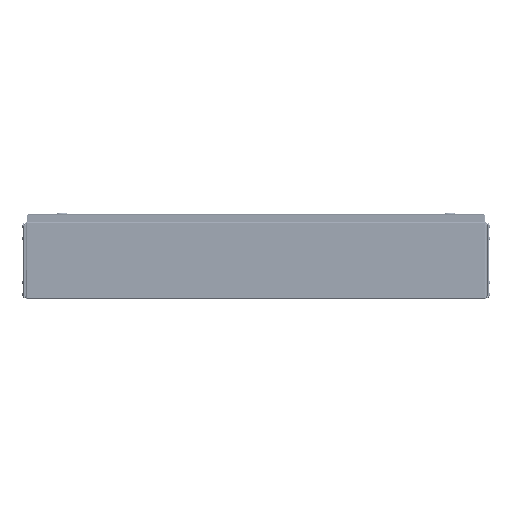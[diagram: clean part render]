
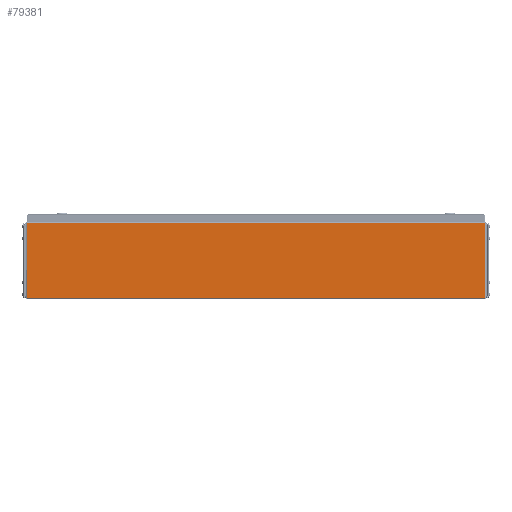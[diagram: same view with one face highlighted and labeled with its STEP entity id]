
A CAD part, left-side view. The second image highlights one B-rep face of the part: STEP entity #79381.
In plain terms, the highlighted planar face has unit normal (-1, 0, 0).
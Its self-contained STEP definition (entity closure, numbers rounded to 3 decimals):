
#991 = ORIENTED_EDGE ( 'NONE', *, *, #83435, .T. ) ;
#3473 = LINE ( 'NONE', #39637, #15956 ) ;
#4218 = VERTEX_POINT ( 'NONE', #70331 ) ;
#13888 = CARTESIAN_POINT ( 'NONE',  ( -400., 570.5, 1. ) ) ;
#15956 = VECTOR ( 'NONE', #71676, 1000. ) ;
#18099 = VERTEX_POINT ( 'NONE', #60968 ) ;
#22463 = VERTEX_POINT ( 'NONE', #47865 ) ;
#25024 = DIRECTION ( 'NONE',  ( 1., 0., 0. ) ) ;
#29590 = ORIENTED_EDGE ( 'NONE', *, *, #72200, .T. ) ;
#33377 = PLANE ( 'NONE',  #86150 ) ;
#34515 = ORIENTED_EDGE ( 'NONE', *, *, #39732, .F. ) ;
#35103 = LINE ( 'NONE', #54637, #57600 ) ;
#39637 = CARTESIAN_POINT ( 'NONE',  ( -400., -570.5, 187.5 ) ) ;
#39732 = EDGE_CURVE ( 'NONE', #18099, #4218, #59978, .T. ) ;
#47865 = CARTESIAN_POINT ( 'NONE',  ( -400., -570.5, 187.5 ) ) ;
#53376 = CARTESIAN_POINT ( 'NONE',  ( -400., 0., 0. ) ) ;
#54637 = CARTESIAN_POINT ( 'NONE',  ( -400., 570.5, 0. ) ) ;
#57600 = VECTOR ( 'NONE', #81201, 1000. ) ;
#59978 = LINE ( 'NONE', #13888, #83580 ) ;
#60048 = EDGE_LOOP ( 'NONE', ( #991, #29590, #34515, #68763 ) ) ;
#60445 = DIRECTION ( 'NONE',  ( 0., 0., -1. ) ) ;
#60848 = CARTESIAN_POINT ( 'NONE',  ( -400., 570.5, 187.5 ) ) ;
#60968 = CARTESIAN_POINT ( 'NONE',  ( -400., -570.5, 1. ) ) ;
#67202 = VECTOR ( 'NONE', #86424, 1000. ) ;
#68763 = ORIENTED_EDGE ( 'NONE', *, *, #69109, .T. ) ;
#69109 = EDGE_CURVE ( 'NONE', #18099, #22463, #71399, .T. ) ;
#70331 = CARTESIAN_POINT ( 'NONE',  ( -400., 570.5, 1. ) ) ;
#71399 = LINE ( 'NONE', #72715, #67202 ) ;
#71676 = DIRECTION ( 'NONE',  ( 0., 1., 0. ) ) ;
#72200 = EDGE_CURVE ( 'NONE', #86877, #4218, #35103, .T. ) ;
#72715 = CARTESIAN_POINT ( 'NONE',  ( -400., -570.5, 0. ) ) ;
#79381 = ADVANCED_FACE ( 'NONE', ( #79946 ), #33377, .F. ) ;
#79946 = FACE_OUTER_BOUND ( 'NONE', #60048, .T. ) ;
#81201 = DIRECTION ( 'NONE',  ( 0., 0., -1. ) ) ;
#81212 = DIRECTION ( 'NONE',  ( 0., 1., 0. ) ) ;
#83435 = EDGE_CURVE ( 'NONE', #22463, #86877, #3473, .T. ) ;
#83580 = VECTOR ( 'NONE', #81212, 1000. ) ;
#86150 = AXIS2_PLACEMENT_3D ( 'NONE', #53376, #25024, #60445 ) ;
#86424 = DIRECTION ( 'NONE',  ( 0., 0., 1. ) ) ;
#86877 = VERTEX_POINT ( 'NONE', #60848 ) ;
